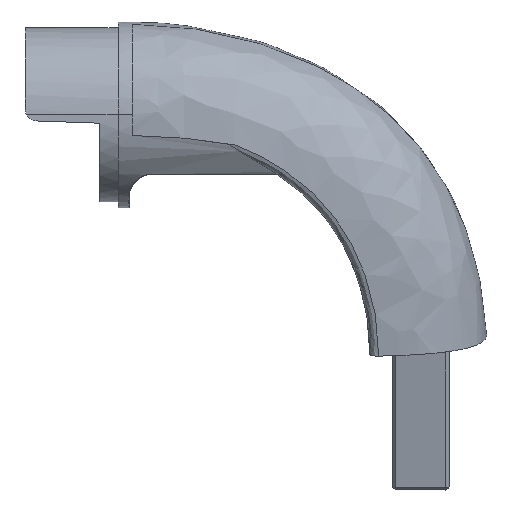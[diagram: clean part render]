
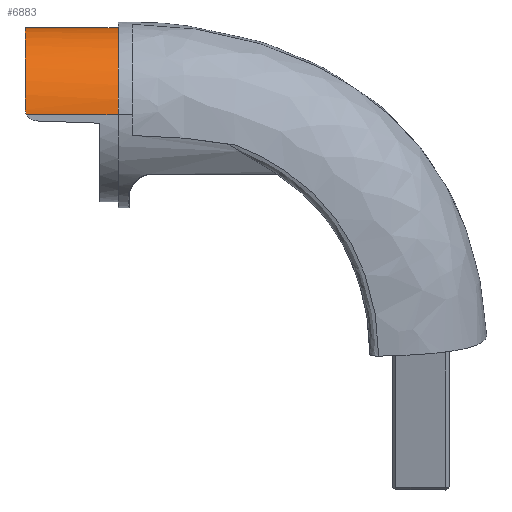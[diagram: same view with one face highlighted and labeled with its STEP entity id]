
A CAD part, top view. The second image highlights one B-rep face of the part: STEP entity #6883.
In plain terms, the highlighted cylindrical face has radius 23.4 mm (diameter 46.8 mm), a partial arc.
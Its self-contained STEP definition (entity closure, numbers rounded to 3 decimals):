
#32 = CARTESIAN_POINT ( 'NONE',  ( 230.2, 944.612, 472.191 ) ) ;
#85 = CARTESIAN_POINT ( 'NONE',  ( 255.2, 943.473, 425.418 ) ) ;
#403 = DIRECTION ( 'NONE',  ( 0., 0., -1. ) ) ;
#449 = CARTESIAN_POINT ( 'NONE',  ( 250.2, 943.473, 448.818 ) ) ;
#483 = CARTESIAN_POINT ( 'NONE',  ( 230.512, 943.473, 472.218 ) ) ;
#607 = CARTESIAN_POINT ( 'NONE',  ( 230.272, 954.262, 428.05 ) ) ;
#721 = CARTESIAN_POINT ( 'NONE',  ( 230.2, 954.608, 428.233 ) ) ;
#798 = VERTEX_POINT ( 'NONE', #3711 ) ;
#927 = DIRECTION ( 'NONE',  ( -1., 0., 0. ) ) ;
#1165 = ORIENTED_EDGE ( 'NONE', *, *, #5468, .F. ) ;
#1321 = CARTESIAN_POINT ( 'NONE',  ( 255.2, 943.473, 448.818 ) ) ;
#1522 = CARTESIAN_POINT ( 'NONE',  ( 231.621, 952.591, 427.267 ) ) ;
#1577 = VERTEX_POINT ( 'NONE', #4112 ) ;
#1649 = CARTESIAN_POINT ( 'NONE',  ( 231.789, 952.502, 427.23 ) ) ;
#1961 = EDGE_CURVE ( 'NONE', #9559, #4091, #4114, .T. ) ;
#2044 = FACE_OUTER_BOUND ( 'NONE', #11590, .T. ) ;
#2090 = EDGE_CURVE ( 'NONE', #8827, #4091, #11696, .T. ) ;
#2354 = AXIS2_PLACEMENT_3D ( 'NONE', #449, #6165, #403 ) ;
#2439 = CARTESIAN_POINT ( 'NONE',  ( 230.893, 953.179, 427.525 ) ) ;
#2581 = CARTESIAN_POINT ( 'NONE',  ( 230.2, 943.473, 448.818 ) ) ;
#2697 = ORIENTED_EDGE ( 'NONE', *, *, #2090, .F. ) ;
#2825 =( BOUNDED_CURVE ( )  B_SPLINE_CURVE ( 3, ( #8352, #8457, #6546, #3813 ),
 .UNSPECIFIED., .F., .T. ) 
 B_SPLINE_CURVE_WITH_KNOTS ( ( 4, 4 ),
 ( 1.416, 1.442 ),
 .UNSPECIFIED. ) 
 CURVE ( )  GEOMETRIC_REPRESENTATION_ITEM ( )  RATIONAL_B_SPLINE_CURVE ( ( 1., 1., 1., 1. ) ) 
 REPRESENTATION_ITEM ( '' )  );
#3073 = VERTEX_POINT ( 'NONE', #11404 ) ;
#3208 = ORIENTED_EDGE ( 'NONE', *, *, #6598, .F. ) ;
#3374 = CARTESIAN_POINT ( 'NONE',  ( 230.481, 953.777, 427.808 ) ) ;
#3655 = CARTESIAN_POINT ( 'NONE',  ( 230.408, 943.687, 472.218 ) ) ;
#3711 = CARTESIAN_POINT ( 'NONE',  ( 255.2, 943.473, 472.218 ) ) ;
#3813 = CARTESIAN_POINT ( 'NONE',  ( 250.2, 951.616, 426.881 ) ) ;
#3969 = EDGE_CURVE ( 'NONE', #798, #7841, #10881, .T. ) ;
#4091 = VERTEX_POINT ( 'NONE', #5962 ) ;
#4112 = CARTESIAN_POINT ( 'NONE',  ( 233.095, 952.179, 427.098 ) ) ;
#4114 = LINE ( 'NONE', #85, #9804 ) ;
#4589 = VECTOR ( 'NONE', #927, 1000. ) ;
#4614 = CARTESIAN_POINT ( 'NONE',  ( 230.33, 943.914, 472.215 ) ) ;
#4823 = ORIENTED_EDGE ( 'NONE', *, *, #8626, .T. ) ;
#4966 = DIRECTION ( 'NONE',  ( 1., 0., 0. ) ) ;
#5153 = CARTESIAN_POINT ( 'NONE',  ( 255.2, 943.473, 448.818 ) ) ;
#5226 = DIRECTION ( 'NONE',  ( -1., 0., 0. ) ) ;
#5260 = CARTESIAN_POINT ( 'NONE',  ( 232.899, 952.186, 427.1 ) ) ;
#5302 = CARTESIAN_POINT ( 'NONE',  ( 233.095, 952.179, 427.098 ) ) ;
#5468 = EDGE_CURVE ( 'NONE', #7126, #3073, #5489, .T. ) ;
#5489 = CIRCLE ( 'NONE', #8113, 23.4 ) ;
#5531 = CARTESIAN_POINT ( 'NONE',  ( 230.226, 944.373, 472.202 ) ) ;
#5571 = CARTESIAN_POINT ( 'NONE',  ( 230.2, 944.849, 472.177 ) ) ;
#5962 = CARTESIAN_POINT ( 'NONE',  ( 250.2, 943.473, 425.418 ) ) ;
#6165 = DIRECTION ( 'NONE',  ( -1., 0., 0. ) ) ;
#6203 = CARTESIAN_POINT ( 'NONE',  ( 232.707, 952.21, 427.11 ) ) ;
#6236 = CARTESIAN_POINT ( 'NONE',  ( 231.158, 952.92, 427.409 ) ) ;
#6341 = CARTESIAN_POINT ( 'NONE',  ( 250.2, 951.616, 426.881 ) ) ;
#6546 = CARTESIAN_POINT ( 'NONE',  ( 244.488, 951.805, 426.951 ) ) ;
#6598 = EDGE_CURVE ( 'NONE', #9559, #798, #10420, .T. ) ;
#6883 = ADVANCED_FACE ( 'NONE', ( #2044 ), #10728, .T. ) ;
#6910 = DIRECTION ( 'NONE',  ( 0., 0., 1. ) ) ;
#6923 = EDGE_CURVE ( 'NONE', #1577, #3073, #10666, .T. ) ;
#6988 = CARTESIAN_POINT ( 'NONE',  ( 230.775, 953.319, 427.59 ) ) ;
#7012 = ORIENTED_EDGE ( 'NONE', *, *, #1961, .T. ) ;
#7113 = CARTESIAN_POINT ( 'NONE',  ( 232.143, 952.352, 427.168 ) ) ;
#7126 = VERTEX_POINT ( 'NONE', #11621 ) ;
#7313 = CARTESIAN_POINT ( 'NONE',  ( 230.512, 943.473, 472.218 ) ) ;
#7841 = VERTEX_POINT ( 'NONE', #483 ) ;
#7915 = CARTESIAN_POINT ( 'NONE',  ( 231.306, 952.8, 427.357 ) ) ;
#8113 = AXIS2_PLACEMENT_3D ( 'NONE', #2581, #10743, #9738 ) ;
#8238 = ORIENTED_EDGE ( 'NONE', *, *, #6923, .T. ) ;
#8352 = CARTESIAN_POINT ( 'NONE',  ( 233.095, 952.179, 427.098 ) ) ;
#8457 = CARTESIAN_POINT ( 'NONE',  ( 238.786, 951.992, 427.023 ) ) ;
#8626 = EDGE_CURVE ( 'NONE', #7126, #7841, #9209, .T. ) ;
#8827 = VERTEX_POINT ( 'NONE', #6341 ) ;
#8858 = CARTESIAN_POINT ( 'NONE',  ( 230.568, 953.619, 427.731 ) ) ;
#9209 = B_SPLINE_CURVE_WITH_KNOTS ( 'NONE', 3,
 ( #5571, #32, #5531, #4614, #3655, #7313 ),
 .UNSPECIFIED., .F., .F.,
 ( 4, 2, 4 ),
 ( 0.017, 0.018, 0.019 ),
 .UNSPECIFIED. ) ;
#9559 = VERTEX_POINT ( 'NONE', #10602 ) ;
#9665 = DIRECTION ( 'NONE',  ( 0., 0., 1. ) ) ;
#9713 = CARTESIAN_POINT ( 'NONE',  ( 230.2, 954.95, 428.426 ) ) ;
#9738 = DIRECTION ( 'NONE',  ( 0., 0., 1. ) ) ;
#9786 = EDGE_CURVE ( 'NONE', #1577, #8827, #2825, .T. ) ;
#9804 = VECTOR ( 'NONE', #10104, 1000. ) ;
#9886 = CARTESIAN_POINT ( 'NONE',  ( 255.2, 943.473, 472.218 ) ) ;
#10104 = DIRECTION ( 'NONE',  ( -1., 0., 0. ) ) ;
#10309 = AXIS2_PLACEMENT_3D ( 'NONE', #5153, #5226, #9665 ) ;
#10420 = CIRCLE ( 'NONE', #10724, 23.4 ) ;
#10602 = CARTESIAN_POINT ( 'NONE',  ( 255.2, 943.473, 425.418 ) ) ;
#10666 = B_SPLINE_CURVE_WITH_KNOTS ( 'NONE', 3,
 ( #5302, #5260, #6203, #11525, #7113, #1649, #1522, #7915, #6236, #2439, #6988, #8858, #3374, #607, #721, #9713 ),
 .UNSPECIFIED., .F., .F.,
 ( 4, 2, 2, 2, 2, 2, 2, 4 ),
 ( 0., 0.001, 0.001, 0.002, 0.002, 0.003, 0.003, 0.005 ),
 .UNSPECIFIED. ) ;
#10724 = AXIS2_PLACEMENT_3D ( 'NONE', #1321, #4966, #6910 ) ;
#10728 = CYLINDRICAL_SURFACE ( 'NONE', #10309, 23.4 ) ;
#10743 = DIRECTION ( 'NONE',  ( -1., 0., 0. ) ) ;
#10881 = LINE ( 'NONE', #9886, #4589 ) ;
#11204 = ORIENTED_EDGE ( 'NONE', *, *, #3969, .F. ) ;
#11404 = CARTESIAN_POINT ( 'NONE',  ( 230.2, 954.95, 428.426 ) ) ;
#11525 = CARTESIAN_POINT ( 'NONE',  ( 232.33, 952.292, 427.144 ) ) ;
#11576 = ORIENTED_EDGE ( 'NONE', *, *, #9786, .F. ) ;
#11590 = EDGE_LOOP ( 'NONE', ( #3208, #7012, #2697, #11576, #8238, #1165, #4823, #11204 ) ) ;
#11621 = CARTESIAN_POINT ( 'NONE',  ( 230.2, 944.849, 472.177 ) ) ;
#11696 = CIRCLE ( 'NONE', #2354, 23.4 ) ;
